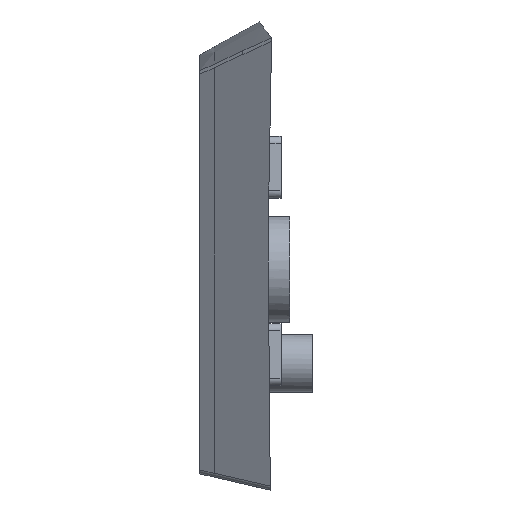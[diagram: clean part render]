
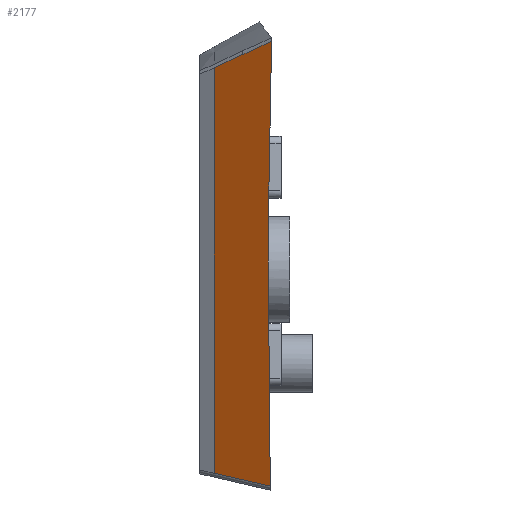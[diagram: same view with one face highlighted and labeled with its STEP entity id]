
A CAD part, left-side view. The second image highlights one B-rep face of the part: STEP entity #2177.
In plain terms, the highlighted planar face has unit normal (-0.818, 0.575, 0).
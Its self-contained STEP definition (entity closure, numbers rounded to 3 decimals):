
#80=ELLIPSE('',#2368,47221.386,493.547);
#157=B_SPLINE_CURVE_WITH_KNOTS('',3,(#4092,#4093,#4094,#4095),
 .UNSPECIFIED.,.F.,.F.,(4,4),(0.061,1.),
 .UNSPECIFIED.);
#195=B_SPLINE_CURVE_WITH_KNOTS('',3,(#4769,#4770,#4771,#4772,#4773,#4774),
 .UNSPECIFIED.,.F.,.F.,(4,2,4),(-1.729,-0.864,0.),
 .UNSPECIFIED.);
#258=PLANE('',#2367);
#359=FACE_OUTER_BOUND('',#505,.T.);
#505=EDGE_LOOP('',(#1757,#1758,#1759,#1760,#1761,#1762));
#578=LINE('',#2990,#690);
#690=VECTOR('',#2470,10.);
#801=CIRCLE('',#2259,1007.454);
#805=CIRCLE('',#2272,1007.454);
#850=VERTEX_POINT('',#2981);
#852=VERTEX_POINT('',#2988);
#853=VERTEX_POINT('',#3011);
#879=VERTEX_POINT('',#3154);
#951=VERTEX_POINT('',#4069);
#1004=VERTEX_POINT('',#4768);
#1070=EDGE_CURVE('',#850,#852,#578,.T.);
#1071=EDGE_CURVE('',#853,#850,#801,.T.);
#1101=EDGE_CURVE('',#879,#853,#805,.T.);
#1209=EDGE_CURVE('',#852,#951,#157,.T.);
#1282=EDGE_CURVE('',#951,#1004,#195,.T.);
#1283=EDGE_CURVE('',#1004,#879,#80,.T.);
#1757=ORIENTED_EDGE('',*,*,#1070,.T.);
#1758=ORIENTED_EDGE('',*,*,#1209,.T.);
#1759=ORIENTED_EDGE('',*,*,#1282,.T.);
#1760=ORIENTED_EDGE('',*,*,#1283,.T.);
#1761=ORIENTED_EDGE('',*,*,#1101,.T.);
#1762=ORIENTED_EDGE('',*,*,#1071,.T.);
#2177=ADVANCED_FACE('',(#359),#258,.T.);
#2259=AXIS2_PLACEMENT_3D('',#3012,#2471,#2472);
#2272=AXIS2_PLACEMENT_3D('',#3155,#2507,#2508);
#2367=AXIS2_PLACEMENT_3D('',#4767,#2750,#2751);
#2368=AXIS2_PLACEMENT_3D('',#4775,#2752,#2753);
#2470=DIRECTION('',(0.,0.,-1.));
#2471=DIRECTION('center_axis',(-0.818,0.575,0.));
#2472=DIRECTION('ref_axis',(0.205,0.291,0.935));
#2507=DIRECTION('center_axis',(-0.818,0.575,0.));
#2508=DIRECTION('ref_axis',(0.205,0.291,0.935));
#2750=DIRECTION('center_axis',(-0.818,0.575,0.));
#2751=DIRECTION('ref_axis',(-0.575,-0.818,0.));
#2752=DIRECTION('center_axis',(0.818,-0.575,0.));
#2753=DIRECTION('ref_axis',(-0.008,-0.011,1.));
#2981=CARTESIAN_POINT('',(273.38,92.274,-25.781));
#2988=CARTESIAN_POINT('',(273.38,92.274,-53.914));
#2990=CARTESIAN_POINT('',(273.38,92.274,-47.37));
#3011=CARTESIAN_POINT('',(271.984,90.285,-24.864));
#3012=CARTESIAN_POINT('Origin',(67.482,-200.969,-967.364));
#3154=CARTESIAN_POINT('',(270.584,88.291,-23.944));
#3155=CARTESIAN_POINT('Origin',(67.482,-200.969,-967.364));
#4069=CARTESIAN_POINT('',(270.647,88.381,-54.806));
#4092=CARTESIAN_POINT('Ctrl Pts',(273.38,92.274,-53.914));
#4093=CARTESIAN_POINT('Ctrl Pts',(272.469,90.976,-54.211));
#4094=CARTESIAN_POINT('Ctrl Pts',(271.558,89.679,-54.509));
#4095=CARTESIAN_POINT('Ctrl Pts',(270.647,88.381,-54.806));
#4767=CARTESIAN_POINT('Origin',(273.616,92.609,-55.424));
#4768=CARTESIAN_POINT('',(270.758,88.538,-37.521));
#4769=CARTESIAN_POINT('Ctrl Pts',(270.647,88.381,-54.806));
#4770=CARTESIAN_POINT('Ctrl Pts',(270.666,88.407,-51.926));
#4771=CARTESIAN_POINT('Ctrl Pts',(270.684,88.434,-49.045));
#4772=CARTESIAN_POINT('Ctrl Pts',(270.721,88.486,-43.283));
#4773=CARTESIAN_POINT('Ctrl Pts',(270.739,88.512,-40.402));
#4774=CARTESIAN_POINT('Ctrl Pts',(270.757,88.538,-37.521));
#4775=CARTESIAN_POINT('Origin',(284.617,108.277,-29418.1));
